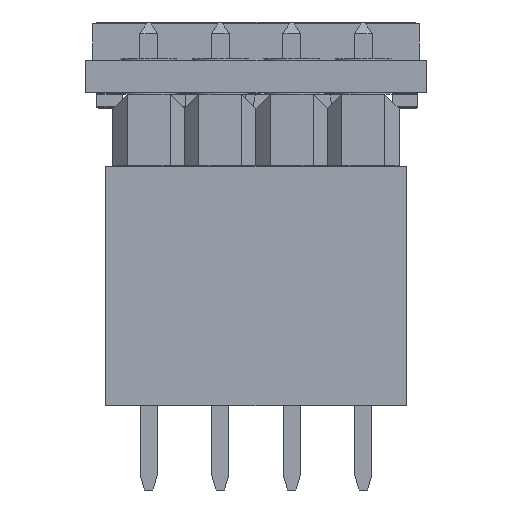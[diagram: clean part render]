
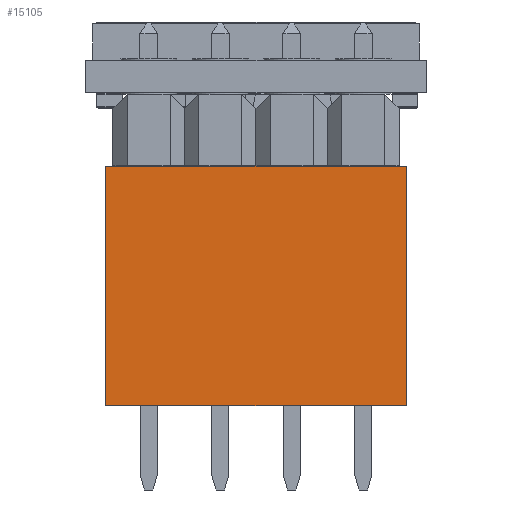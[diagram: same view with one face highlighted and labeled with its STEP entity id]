
A CAD part, left-side view. The second image highlights one B-rep face of the part: STEP entity #15105.
In plain terms, the highlighted face is planar.
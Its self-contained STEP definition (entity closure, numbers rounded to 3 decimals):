
#13018 = VERTEX_POINT('',#13019);
#13019 = CARTESIAN_POINT('',(-5.33,8.5,-1.27));
#13025 = EDGE_CURVE('',#13026,#13018,#13028,.T.);
#13026 = VERTEX_POINT('',#13027);
#13027 = CARTESIAN_POINT('',(-5.33,0.,-1.27));
#13028 = LINE('',#13029,#13030);
#13029 = CARTESIAN_POINT('',(-5.33,0.,-1.27));
#13030 = VECTOR('',#13031,1.);
#13031 = DIRECTION('',(0.,1.,0.));
#14860 = VERTEX_POINT('',#14861);
#14861 = CARTESIAN_POINT('',(5.33,0.,-1.27));
#14867 = EDGE_CURVE('',#14860,#14868,#14870,.T.);
#14868 = VERTEX_POINT('',#14869);
#14869 = CARTESIAN_POINT('',(5.33,8.5,-1.27));
#14870 = LINE('',#14871,#14872);
#14871 = CARTESIAN_POINT('',(5.33,0.,-1.27));
#14872 = VECTOR('',#14873,1.);
#14873 = DIRECTION('',(0.,1.,0.));
#14924 = EDGE_CURVE('',#13026,#14860,#14925,.T.);
#14925 = LINE('',#14926,#14927);
#14926 = CARTESIAN_POINT('',(-5.33,0.,-1.27));
#14927 = VECTOR('',#14928,1.);
#14928 = DIRECTION('',(1.,0.,0.));
#14959 = EDGE_CURVE('',#13018,#14868,#14960,.T.);
#14960 = LINE('',#14961,#14962);
#14961 = CARTESIAN_POINT('',(-5.33,8.5,-1.27));
#14962 = VECTOR('',#14963,1.);
#14963 = DIRECTION('',(1.,0.,0.));
#15105 = ADVANCED_FACE('',(#15106),#15112,.T.);
#15106 = FACE_BOUND('',#15107,.T.);
#15107 = EDGE_LOOP('',(#15108,#15109,#15110,#15111));
#15108 = ORIENTED_EDGE('',*,*,#13025,.T.);
#15109 = ORIENTED_EDGE('',*,*,#14959,.T.);
#15110 = ORIENTED_EDGE('',*,*,#14867,.F.);
#15111 = ORIENTED_EDGE('',*,*,#14924,.F.);
#15112 = PLANE('',#15113);
#15113 = AXIS2_PLACEMENT_3D('',#15114,#15115,#15116);
#15114 = CARTESIAN_POINT('',(-5.33,0.,-1.27));
#15115 = DIRECTION('',(0.,0.,-1.));
#15116 = DIRECTION('',(0.,1.,0.));
